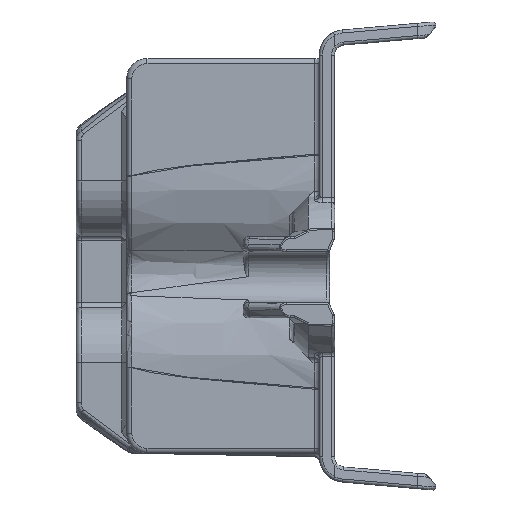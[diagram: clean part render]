
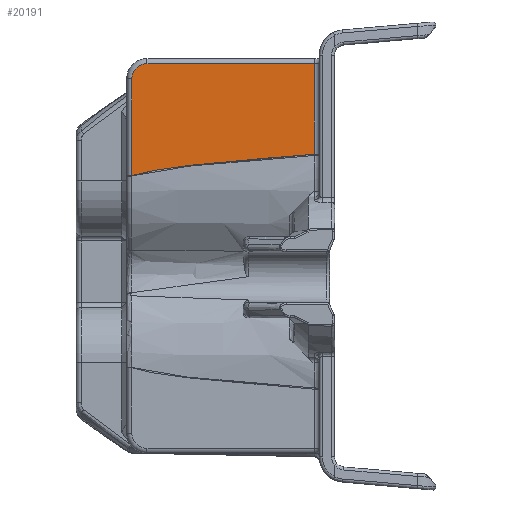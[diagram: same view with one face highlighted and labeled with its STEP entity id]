
A CAD part, left-side view. The second image highlights one B-rep face of the part: STEP entity #20191.
In plain terms, the highlighted planar face has unit normal (-1, 0, 0).
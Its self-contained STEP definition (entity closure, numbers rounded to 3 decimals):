
#6022=DIRECTION('',(0.,1.,0.));
#6023=VECTOR('',#6022,16.5);
#6024=CARTESIAN_POINT('',(-1.87,2.,18.975));
#6025=LINE('',#6024,#6023);
#6026=DIRECTION('',(0.,0.,1.));
#6027=VECTOR('',#6026,8.938);
#6028=CARTESIAN_POINT('',(-1.87,2.,10.037));
#6029=LINE('',#6028,#6027);
#6030=CARTESIAN_POINT('',(-1.87,20.,7.919));
#6031=CARTESIAN_POINT('',(-1.87,19.884,7.96));
#6032=CARTESIAN_POINT('',(-1.87,19.637,8.037));
#6033=CARTESIAN_POINT('',(-1.87,19.224,8.146));
#6034=CARTESIAN_POINT('',(-1.87,18.766,8.251));
#6035=CARTESIAN_POINT('',(-1.87,18.263,8.354));
#6036=CARTESIAN_POINT('',(-1.87,17.714,8.454));
#6037=CARTESIAN_POINT('',(-1.87,17.119,8.553));
#6038=CARTESIAN_POINT('',(-1.87,16.48,8.651));
#6039=CARTESIAN_POINT('',(-1.87,15.796,8.748));
#6040=CARTESIAN_POINT('',(-1.87,15.063,8.844));
#6041=CARTESIAN_POINT('',(-1.87,14.276,8.942));
#6042=CARTESIAN_POINT('',(-1.87,13.429,9.04));
#6043=CARTESIAN_POINT('',(-1.87,12.515,9.14));
#6044=CARTESIAN_POINT('',(-1.87,11.527,9.243));
#6045=CARTESIAN_POINT('',(-1.87,10.46,9.347));
#6046=CARTESIAN_POINT('',(-1.87,9.308,9.454));
#6047=CARTESIAN_POINT('',(-1.87,8.065,9.564));
#6048=CARTESIAN_POINT('',(-1.87,6.726,9.677));
#6049=CARTESIAN_POINT('',(-1.87,5.279,9.793));
#6050=CARTESIAN_POINT('',(-1.87,3.716,9.913));
#6051=CARTESIAN_POINT('',(-1.87,2.586,9.995));
#6052=CARTESIAN_POINT('',(-1.87,2.,10.037));
#6054=DIRECTION('',(0.,0.,-1.));
#6055=VECTOR('',#6054,9.556);
#6056=CARTESIAN_POINT('',(-1.87,20.,17.475));
#6057=LINE('',#6056,#6055);
#6058=CARTESIAN_POINT('',(-1.87,18.5,17.475));
#6059=DIRECTION('',(-1.,0.,0.));
#6060=DIRECTION('',(0.,0.,1.));
#6061=AXIS2_PLACEMENT_3D('',#6058,#6059,#6060);
#11563=CARTESIAN_POINT('',(-1.87,2.,10.037));
#11564=VERTEX_POINT('',#11563);
#11928=CARTESIAN_POINT('',(-1.87,2.,18.975));
#11930=VERTEX_POINT('',#11928);
#11931=CARTESIAN_POINT('',(-1.87,18.5,18.975));
#11932=VERTEX_POINT('',#11931);
#11937=CARTESIAN_POINT('',(-1.87,20.,
17.475));
#11938=VERTEX_POINT('',#11937);
#11941=CARTESIAN_POINT('',(-1.87,20.,
7.919));
#11942=VERTEX_POINT('',#11941);
#20175=CARTESIAN_POINT('',(-1.87,0.,0.));
#20176=DIRECTION('',(1.,0.,0.));
#20177=DIRECTION('',(0.,0.,-1.));
#20178=AXIS2_PLACEMENT_3D('',#20175,#20176,#20177);
#20179=PLANE('',#20178);
#20181=ORIENTED_EDGE('',*,*,#20180,.F.);
#20183=ORIENTED_EDGE('',*,*,#20182,.F.);
#20184=ORIENTED_EDGE('',*,*,#20149,.F.);
#20186=ORIENTED_EDGE('',*,*,#20185,.F.);
#20188=ORIENTED_EDGE('',*,*,#20187,.F.);
#20189=EDGE_LOOP('',(#20181,#20183,#20184,#20186,#20188));
#20190=FACE_OUTER_BOUND('',#20189,.F.);
#20191=ADVANCED_FACE('',(#20190),#20179,.F.);
#6053=B_SPLINE_CURVE_WITH_KNOTS('',3,(#6030,#6031,#6032,#6033,#6034,#6035,#6036,
#6037,#6038,#6039,#6040,#6041,#6042,#6043,#6044,#6045,#6046,#6047,#6048,#6049,
#6050,#6051,#6052),.UNSPECIFIED.,.F.,.F.,(4,1,1,1,1,1,1,1,1,1,1,1,1,1,1,1,1,1,1,
1,4),(0.,0.05,0.1,0.15,0.2,0.25,0.3,0.35,0.4,0.45,0.5,
0.55,0.6,0.65,0.7,0.75,0.8,0.85,0.9,0.95,1.),.UNSPECIFIED.);
#6062=CIRCLE('',#6061,1.5);
#20149=EDGE_CURVE('',#11942,#11564,#6053,.T.);
#20180=EDGE_CURVE('',#11930,#11932,#6025,.T.);
#20182=EDGE_CURVE('',#11564,#11930,#6029,.T.);
#20185=EDGE_CURVE('',#11938,#11942,#6057,.T.);
#20187=EDGE_CURVE('',#11932,#11938,#6062,.T.);
